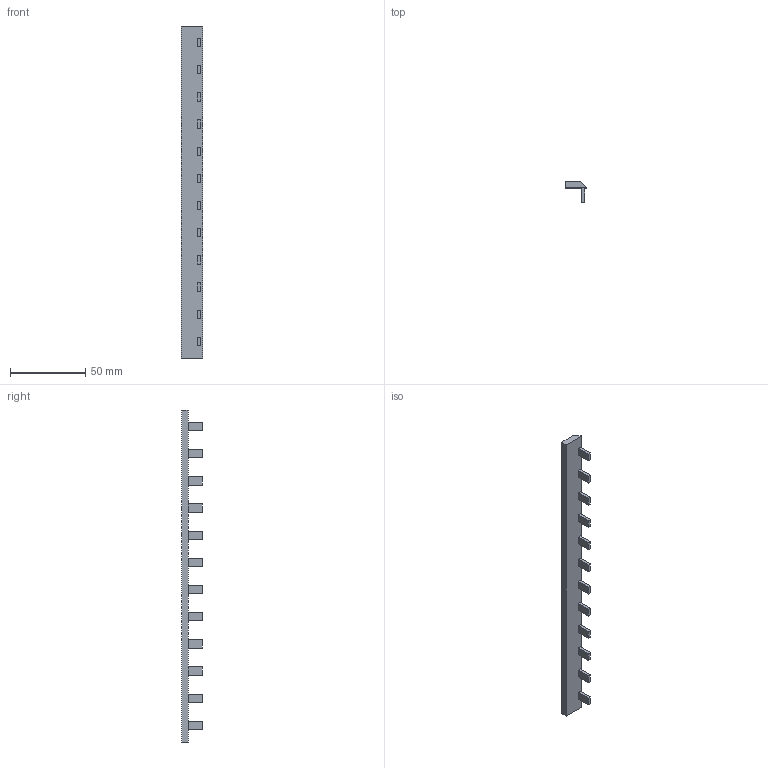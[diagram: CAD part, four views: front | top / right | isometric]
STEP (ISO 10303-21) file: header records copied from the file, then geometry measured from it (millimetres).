
FILE_DESCRIPTION (( 'STEP AP203' ), '1' );
FILE_NAME ('YNS21-1-063-22-12 Øèíà ñîåäèíèòåëüíàÿ òèïà PIN (12 øòûðåé) 1Ð 63À 22 ñì ÈÝÊ.STEP', '2016-09-02T11:27:26', ( '' ), ( '' ), 'SwSTEP 2.0', 'SolidWorks 2014', '' );
FILE_SCHEMA (( 'CONFIG_CONTROL_DESIGN' ));
Length unit declared in the file: millimetre
Products named in the file (1): YNS21-1-063-22-12 Øèíà ñîåäèíèòåëüíàÿ òèïà PIN (12 øòûðåé) 1Ð 63À 22 ñì ÈÝÊ
Bounding box: 14.2 x 13.9 x 220 mm (x, y, z)
Volume: 13239.6 mm3; surface area: 9487.5 mm2
Topology: 1 solids, 1 shells, 67 faces, 159 edges, 106 vertices
Faces by surface type: plane 67
Entity records: 1970 total; most frequent: CARTESIAN_POINT 333, ORIENTED_EDGE 318, DIRECTION 295, EDGE_CURVE 159, VECTOR 159, LINE 159, VERTEX_POINT 106, EDGE_LOOP 79
